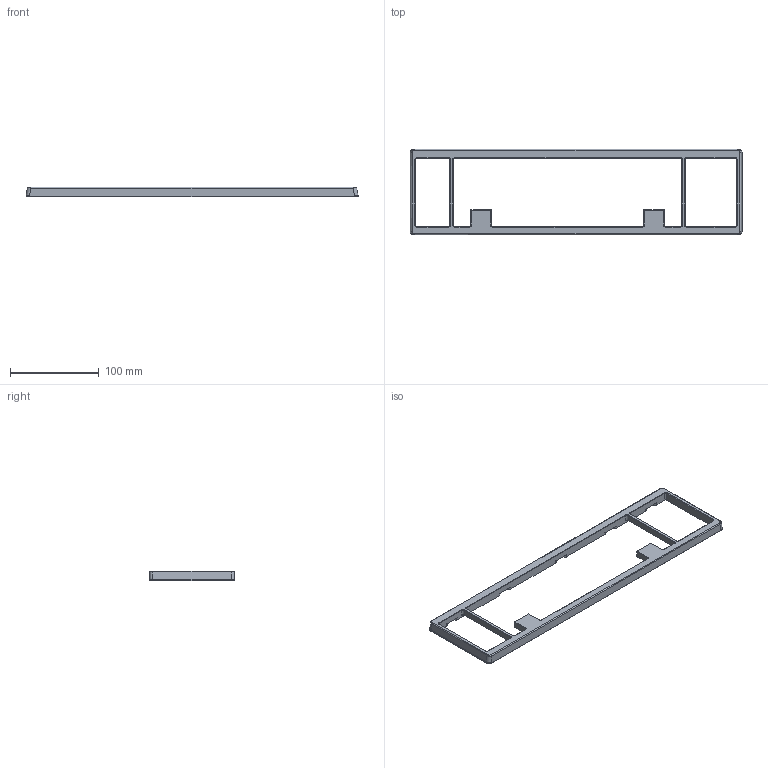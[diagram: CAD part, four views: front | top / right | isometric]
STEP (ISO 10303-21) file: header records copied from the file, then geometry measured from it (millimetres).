
FILE_DESCRIPTION(/* description */ (''),/* implementation_level */ '2;1');
FILE_NAME(/* name */ 'spell wkl top_.step',/* time_stamp */ '2024-07-27T16:15:12-06:00',/* author */ (''),/* organization */ (''),/* preprocessor_version */ 'ST-DEVELOPER v20',/* originating_system */ 'Autodesk Translation Framework v13.14.0.145',/* authorisation */ '');
FILE_SCHEMA (('AUTOMOTIVE_DESIGN { 1 0 10303 214 3 1 1 }'));
Length unit declared in the file: millimetre
Products named in the file (1): not w1-at
Bounding box: 374.9 x 96.15 x 11 mm (x, y, z)
Volume: 89416.9 mm3; surface area: 41317 mm2
Topology: 1 solids, 1 shells, 263 faces, 695 edges, 437 vertices
Faces by surface type: plane 119, bspline 94, cylinder 41, cone 9
Full cylindrical faces by diameter (mm): 1.623 x8, 3 x9
Entity records: 12856 total; most frequent: CARTESIAN_POINT 6909, ORIENTED_EDGE 1364, DIRECTION 942, EDGE_CURVE 682, LINE 438, VECTOR 438, VERTEX_POINT 437, EDGE_LOOP 285
